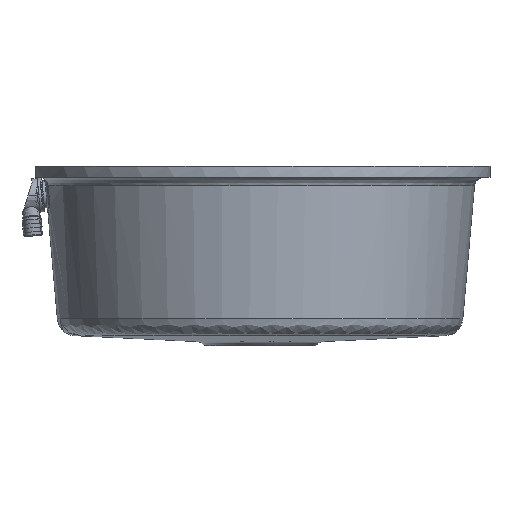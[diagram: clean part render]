
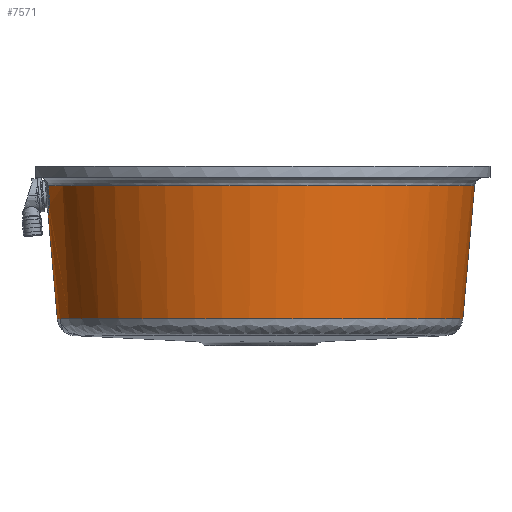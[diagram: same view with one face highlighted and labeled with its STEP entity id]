
A CAD part, left-side view. The second image highlights one B-rep face of the part: STEP entity #7571.
In plain terms, the highlighted free-form (B-spline) face has degree [2, 1] with [9, 2] control points.
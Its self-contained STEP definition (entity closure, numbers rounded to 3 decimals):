
#2895=(
BOUNDED_CURVE()
B_SPLINE_CURVE(2,(#89426,#89427,#89428,#89429,#89430),.UNSPECIFIED.,.F.,
 .F.)
B_SPLINE_CURVE_WITH_KNOTS((3,2,3),(0.,346.398,692.797),
 .UNSPECIFIED.)
CURVE()
GEOMETRIC_REPRESENTATION_ITEM()
RATIONAL_B_SPLINE_CURVE((1.,0.707,1.,0.707,1.))
REPRESENTATION_ITEM('')
);
#2896=(
BOUNDED_CURVE()
B_SPLINE_CURVE(2,(#89433,#89434,#89435,#89436,#89437),.UNSPECIFIED.,.F.,
 .F.)
B_SPLINE_CURVE_WITH_KNOTS((3,2,3),(0.,347.821,695.641),
 .UNSPECIFIED.)
CURVE()
GEOMETRIC_REPRESENTATION_ITEM()
RATIONAL_B_SPLINE_CURVE((1.,0.735,1.,0.735,1.))
REPRESENTATION_ITEM('')
);
#3328=(
BOUNDED_SURFACE()
B_SPLINE_SURFACE(2,1,((#87073,#87074),(#87075,#87076),(#87077,#87078),(#87079,
#87080),(#87081,#87082),(#87083,#87084),(#87085,#87086),(#87087,#87088),
(#87089,#87090)),.UNSPECIFIED.,.T.,.F.,.F.)
B_SPLINE_SURFACE_WITH_KNOTS((3,2,2,2,3),(2,2),(0.,368.283,736.566,
1104.85,1473.133),(0.,174.388),.UNSPECIFIED.)
GEOMETRIC_REPRESENTATION_ITEM()
RATIONAL_B_SPLINE_SURFACE(((1.,1.),(0.707,0.707),
(1.,1.),(0.707,0.707),(1.,1.),(0.707,
0.707),(1.,1.),(0.707,0.707),(1.,1.)))
REPRESENTATION_ITEM('')
SURFACE()
);
#7571=ADVANCED_FACE('',(#11566),#3328,.T.);
#11566=FACE_OUTER_BOUND('',#15570,.T.);
#15570=EDGE_LOOP('',(#27889,#27890,#27891,#27892,#27893,#27894,#27895));
#27889=ORIENTED_EDGE('',*,*,#35542,.T.);
#27890=ORIENTED_EDGE('',*,*,#35543,.T.);
#27891=ORIENTED_EDGE('',*,*,#35544,.T.);
#27892=ORIENTED_EDGE('',*,*,#35545,.T.);
#27893=ORIENTED_EDGE('',*,*,#35525,.F.);
#27894=ORIENTED_EDGE('',*,*,#35527,.F.);
#27895=ORIENTED_EDGE('',*,*,#35530,.F.);
#35525=EDGE_CURVE('',#45498,#45484,#42149,.T.);
#35527=EDGE_CURVE('',#45499,#45498,#42150,.T.);
#35530=EDGE_CURVE('',#45501,#45499,#42152,.T.);
#35542=EDGE_CURVE('',#45501,#45505,#42160,.T.);
#35543=EDGE_CURVE('',#45505,#45506,#2895,.T.);
#35544=EDGE_CURVE('',#45506,#45507,#42161,.T.);
#35545=EDGE_CURVE('',#45507,#45484,#2896,.T.);
#42149=B_SPLINE_CURVE_WITH_KNOTS('',3,(#89308,#89309,#89310,#89311),
 .UNSPECIFIED.,.F.,.F.,(4,4),(-0.004,0.),.UNSPECIFIED.);
#42150=B_SPLINE_CURVE_WITH_KNOTS('',3,(#89315,#89316,#89317,#89318,#89319,
#89320,#89321,#89322,#89323,#89324,#89325,#89326,#89327,#89328,#89329,#89330,
#89331,#89332,#89333,#89334,#89335,#89336,#89337,#89338,#89339,#89340),
 .UNSPECIFIED.,.F.,.F.,(4,2,2,2,2,2,2,2,2,2,2,2,4),(-0.048,
-0.042,-0.036,-0.03,-0.027,
-0.024,-0.021,-0.018,-0.012,
-0.009,-0.006,-0.003,0.),
 .UNSPECIFIED.);
#42152=B_SPLINE_CURVE_WITH_KNOTS('',3,(#89350,#89351,#89352,#89353,#89354,
#89355),.UNSPECIFIED.,.F.,.F.,(4,2,4),(-0.006,-0.003,
0.),.UNSPECIFIED.);
#42160=B_SPLINE_CURVE_WITH_KNOTS('',1,(#89424,#89425),.UNSPECIFIED.,.F.,
 .F.,(2,2),(-114.367,0.),.UNSPECIFIED.);
#42161=B_SPLINE_CURVE_WITH_KNOTS('',1,(#89431,#89432),.UNSPECIFIED.,.F.,
 .F.,(2,2),(0.,145.322),.UNSPECIFIED.);
#45484=VERTEX_POINT('',#88906);
#45498=VERTEX_POINT('',#88920);
#45499=VERTEX_POINT('',#88921);
#45501=VERTEX_POINT('',#88923);
#45505=VERTEX_POINT('',#88927);
#45506=VERTEX_POINT('',#88928);
#45507=VERTEX_POINT('',#88929);
#87073=CARTESIAN_POINT('',(219.257,0.,-8.811));
#87074=CARTESIAN_POINT('',(234.456,0.,164.913));
#87075=CARTESIAN_POINT('',(219.257,219.257,-8.811));
#87076=CARTESIAN_POINT('',(234.456,234.456,164.913));
#87077=CARTESIAN_POINT('',(0.,219.257,-8.811));
#87078=CARTESIAN_POINT('',(0.,234.456,164.913));
#87079=CARTESIAN_POINT('',(-219.257,219.257,-8.811));
#87080=CARTESIAN_POINT('',(-234.456,234.456,164.913));
#87081=CARTESIAN_POINT('',(-219.257,0.,-8.811));
#87082=CARTESIAN_POINT('',(-234.456,0.,164.913));
#87083=CARTESIAN_POINT('',(-219.257,-219.257,-8.811));
#87084=CARTESIAN_POINT('',(-234.456,-234.456,164.913));
#87085=CARTESIAN_POINT('',(0.,-219.257,-8.811));
#87086=CARTESIAN_POINT('',(0.,-234.456,164.913));
#87087=CARTESIAN_POINT('',(219.257,-219.257,-8.811));
#87088=CARTESIAN_POINT('',(234.456,-234.456,164.913));
#87089=CARTESIAN_POINT('',(219.257,0.,-8.811));
#87090=CARTESIAN_POINT('',(234.456,0.,164.913));
#88906=CARTESIAN_POINT('',(-36.792,230.269,150.435));
#88920=CARTESIAN_POINT('',(-36.794,229.951,146.846));
#88921=CARTESIAN_POINT('',(-5.751,230.391,119.269));
#88923=CARTESIAN_POINT('',(0.,230.492,119.599));
#88927=CARTESIAN_POINT('',(0.,220.524,5.667));
#88928=CARTESIAN_POINT('',(0.,-220.524,5.667));
#88929=CARTESIAN_POINT('',(0.,-233.19,150.435));
#89308=CARTESIAN_POINT('',(-36.794,229.951,146.846));
#89309=CARTESIAN_POINT('',(-36.793,230.057,148.042));
#89310=CARTESIAN_POINT('',(-36.792,230.163,149.239));
#89311=CARTESIAN_POINT('',(-36.792,230.269,150.435));
#89315=CARTESIAN_POINT('',(-5.751,230.391,119.269));
#89316=CARTESIAN_POINT('',(-7.69,230.325,119.064));
#89317=CARTESIAN_POINT('',(-9.635,230.247,119.011));
#89318=CARTESIAN_POINT('',(-13.525,230.076,119.297));
#89319=CARTESIAN_POINT('',(-15.443,229.985,119.633));
#89320=CARTESIAN_POINT('',(-19.197,229.798,120.726));
#89321=CARTESIAN_POINT('',(-20.997,229.704,121.471));
#89322=CARTESIAN_POINT('',(-23.572,229.575,122.893));
#89323=CARTESIAN_POINT('',(-24.402,229.533,123.413));
#89324=CARTESIAN_POINT('',(-26.001,229.457,124.544));
#89325=CARTESIAN_POINT('',(-26.77,229.423,125.154));
#89326=CARTESIAN_POINT('',(-28.239,229.361,126.46));
#89327=CARTESIAN_POINT('',(-28.936,229.335,127.153));
#89328=CARTESIAN_POINT('',(-30.256,229.294,128.614));
#89329=CARTESIAN_POINT('',(-30.877,229.279,129.382));
#89330=CARTESIAN_POINT('',(-32.615,229.253,131.786));
#89331=CARTESIAN_POINT('',(-33.592,229.261,133.5));
#89332=CARTESIAN_POINT('',(-34.786,229.323,136.223));
#89333=CARTESIAN_POINT('',(-35.135,229.352,137.149));
#89334=CARTESIAN_POINT('',(-35.737,229.426,139.035));
#89335=CARTESIAN_POINT('',(-35.988,229.471,139.991));
#89336=CARTESIAN_POINT('',(-36.391,229.579,141.927));
#89337=CARTESIAN_POINT('',(-36.542,229.642,142.903));
#89338=CARTESIAN_POINT('',(-36.744,229.783,144.868));
#89339=CARTESIAN_POINT('',(-36.794,229.863,145.859));
#89340=CARTESIAN_POINT('',(-36.794,229.951,146.846));
#89350=CARTESIAN_POINT('',(0.,230.492,119.599));
#89351=CARTESIAN_POINT('',(-0.966,230.492,119.599));
#89352=CARTESIAN_POINT('',(-1.927,230.483,119.567));
#89353=CARTESIAN_POINT('',(-3.844,230.449,119.452));
#89354=CARTESIAN_POINT('',(-4.799,230.424,119.37));
#89355=CARTESIAN_POINT('',(-5.751,230.391,119.269));
#89424=CARTESIAN_POINT('',(0.,230.492,119.599));
#89425=CARTESIAN_POINT('',(0.,220.524,5.667));
#89426=CARTESIAN_POINT('',(0.,220.524,5.667));
#89427=CARTESIAN_POINT('',(-220.524,220.524,5.667));
#89428=CARTESIAN_POINT('',(-220.524,0.,5.667));
#89429=CARTESIAN_POINT('',(-220.524,-220.524,5.667));
#89430=CARTESIAN_POINT('',(0.,-220.524,5.667));
#89431=CARTESIAN_POINT('',(0.,-220.524,5.667));
#89432=CARTESIAN_POINT('',(0.,-233.19,150.435));
#89433=CARTESIAN_POINT('',(0.,-233.19,150.435));
#89434=CARTESIAN_POINT('',(-215.412,-233.19,150.435));
#89435=CARTESIAN_POINT('',(-232.458,-18.454,150.435));
#89436=CARTESIAN_POINT('',(-249.505,196.282,150.435));
#89437=CARTESIAN_POINT('',(-36.792,230.269,150.435));
